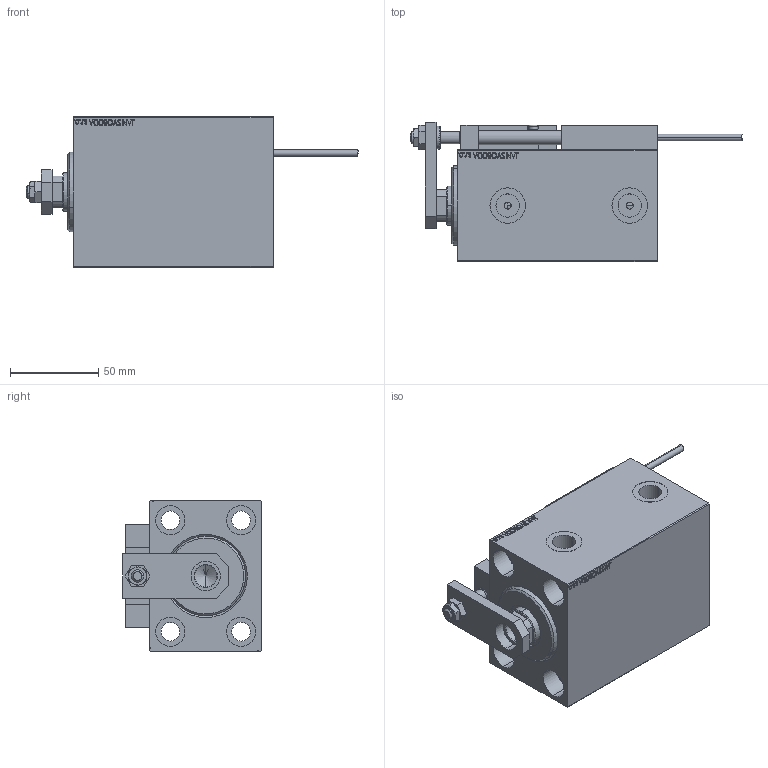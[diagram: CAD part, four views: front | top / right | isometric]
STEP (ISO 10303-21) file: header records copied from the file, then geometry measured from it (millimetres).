
FILE_DESCRIPTION (( 'STEP AP203' ), '1' );
FILE_NAME ('6c73.STEP', '2021-03-19T00:31:26', ( '' ), ( '' ), 'SwSTEP 2.0', 'SolidWorks 2019', '' );
FILE_SCHEMA (( 'CONFIG_CONTROL_DESIGN' ));
Length unit declared in the file: millimetre
Products named in the file (16): ZARAZKA 2a794042c5d81f69a8036e01673412c7; V450CM_C_VCP 2a794042c5d81f69a8036e01673412c7; ALLEN BOLT D8 2a794042c5d81f69a8036e01673412c7; SWITCH_X_FRONT_BACK 2a794042c5d81f69a8036e01673412c7; SWITCH DIM B,W 2a794042c5d81f69a8036e01673412c7; Block 2a794042c5d81f69a8036e01673412c7; NUT_D10 2a794042c5d81f69a8036e01673412c7; MAGNET 2a794042c5d81f69a8036e01673412c7; V450CM_C 2a794042c5d81f69a8036e01673412c7; 6c73; ALLEN BOLT D5 2a794042c5d81f69a8036e01673412c7; V450CM_VC_B 2a794042c5d81f69a8036e01673412c7; SWITCH X 2a794042c5d81f69a8036e01673412c7; KONCOVKA 2a794042c5d81f69a8036e01673412c7; NUT_D12 2a794042c5d81f69a8036e01673412c7; TYC_L79 2a794042c5d81f69a8036e01673412c7
Assembly tree (25 placements, depth 3):
  6c73
    V450CM_C 2a794042c5d81f69a8036e01673412c7
    SWITCH X 2a794042c5d81f69a8036e01673412c7
      SWITCH_X_FRONT_BACK 2a794042c5d81f69a8036e01673412c7  x2
      TYC_L79 2a794042c5d81f69a8036e01673412c7
      Block 2a794042c5d81f69a8036e01673412c7  x2
      ALLEN BOLT D5 2a794042c5d81f69a8036e01673412c7  x4
      ALLEN BOLT D8 2a794042c5d81f69a8036e01673412c7  x4
      MAGNET 2a794042c5d81f69a8036e01673412c7  x2
      KONCOVKA 2a794042c5d81f69a8036e01673412c7  x2
    NUT_D12 2a794042c5d81f69a8036e01673412c7
    SWITCH DIM B,W 2a794042c5d81f69a8036e01673412c7
    ZARAZKA 2a794042c5d81f69a8036e01673412c7
    NUT_D10 2a794042c5d81f69a8036e01673412c7
    V450CM_C_VCP 2a794042c5d81f69a8036e01673412c7
    V450CM_VC_B 2a794042c5d81f69a8036e01673412c7
Bounding box: 187.7 x 78.5 x 85 mm (x, y, z)
Volume: 562014.4 mm3; surface area: 120794.6 mm2
Topology: 24 solids, 24 shells, 1299 faces, 3111 edges, 1988 vertices
Faces by surface type: plane 568, bspline 380, cylinder 190, cone 113, torus 44, sphere 4
Entity records: 50962 total; most frequent: CARTESIAN_POINT 26198, ORIENTED_EDGE 5242, DIRECTION 3534, EDGE_CURVE 2621, VERTEX_POINT 1712, LINE 1502, VECTOR 1502, EDGE_LOOP 1211
